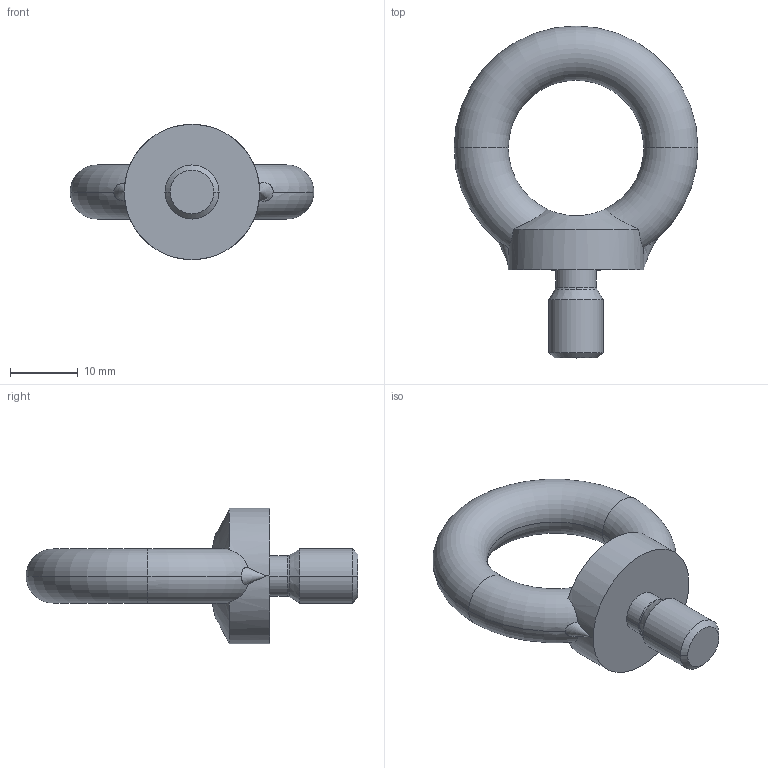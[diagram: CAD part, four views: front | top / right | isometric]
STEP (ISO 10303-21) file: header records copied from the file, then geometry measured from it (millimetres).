
FILE_DESCRIPTION(('STEP AP214'),'1');
FILE_NAME('k0767_08.stp','2017-12-15T09:31:39',('TraceParts'),('TraceParts S.A.'),'Spatial InterOp 3D',' ',' ');
FILE_SCHEMA(('automotive_design'));
Length unit declared in the file: millimetre
Products named in the file (1): k0767_08
Bounding box: 36 x 49 x 20 mm (x, y, z)
Volume: 6472.7 mm3; surface area: 3051 mm2
Topology: 1 solids, 1 shells, 27 faces, 70 edges, 37 vertices
Faces by surface type: torus 12, cylinder 7, cone 6, plane 2
Entity records: 1759 total; most frequent: CARTESIAN_POINT 412, DIRECTION 133, STYLED_ITEM 128, PRESENTATION_STYLE_ASSIGNMENT 128, COLOUR_RGB 128, ORIENTED_EDGE 126, EDGE_CURVE 63, CURVE_STYLE 63
